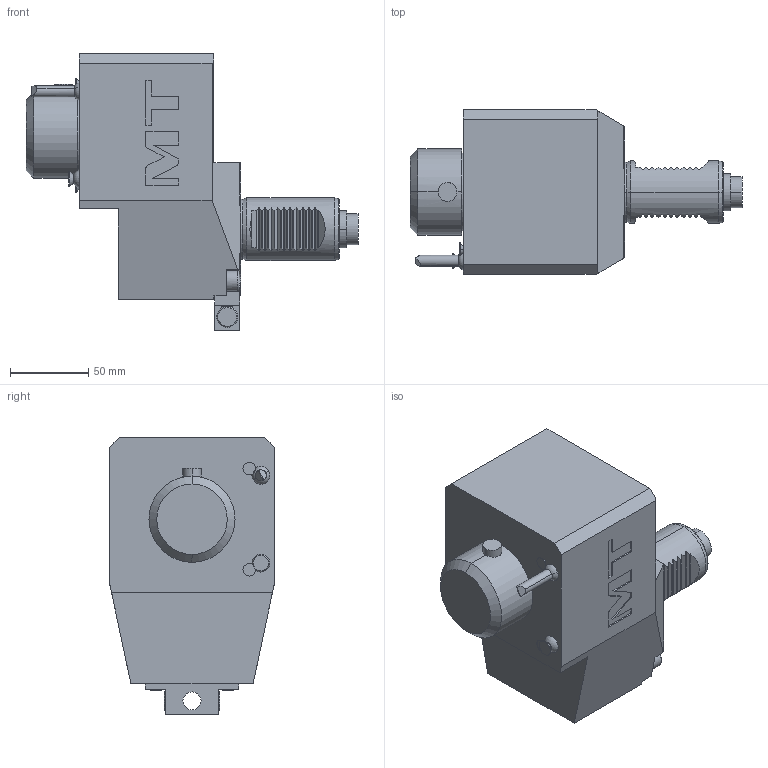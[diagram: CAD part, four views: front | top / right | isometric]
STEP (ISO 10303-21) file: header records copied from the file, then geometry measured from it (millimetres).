
FILE_DESCRIPTION((''),'2;1');
FILE_NAME('SAU0122425_CONF','2023-10-09T11:01:06',('gvalli'),('M.T. srl'),'CREO PARAMETRIC BY PTC INC, 2021072','CREO PARAMETRIC BY PTC INC, 2021072','');
FILE_SCHEMA(('CONFIG_CONTROL_DESIGN'));
Length unit declared in the file: millimetre
Products named in the file (1): SAU0122425_CONF
Bounding box: 212 x 105 x 176.5 mm (x, y, z)
Volume: 1500494 mm3; surface area: 99001.8 mm2
Topology: 1 solids, 1 shells, 302 faces, 785 edges, 502 vertices
Faces by surface type: plane 173, cylinder 78, cone 32, torus 12, extrusion 4, sphere 3
Entity records: 9863 total; most frequent: CARTESIAN_POINT 2591, ORIENTED_EDGE 1554, DIRECTION 1409, EDGE_CURVE 777, VERTEX_POINT 502, AXIS2_PLACEMENT_3D 476, VECTOR 457, LINE 453
